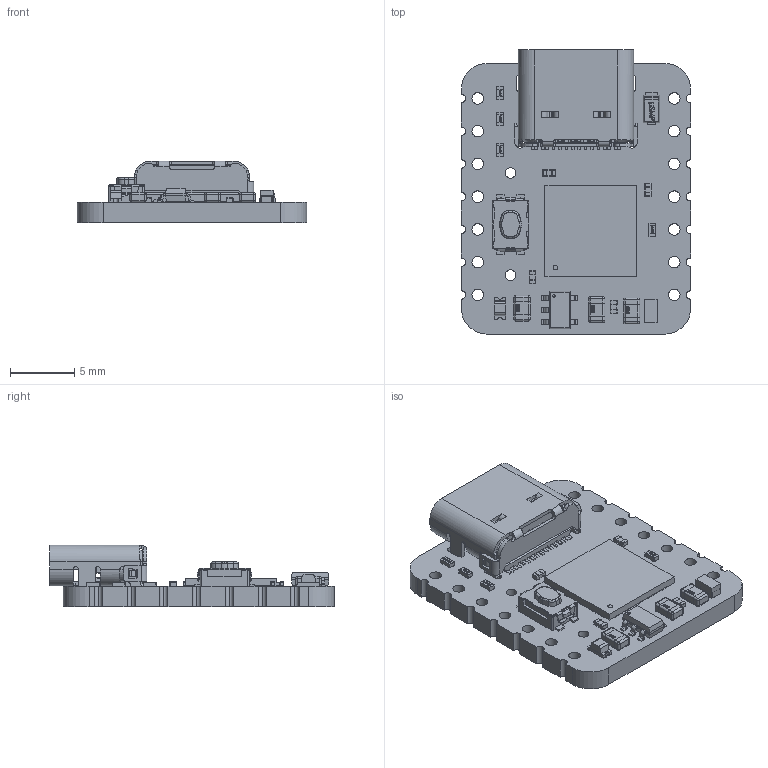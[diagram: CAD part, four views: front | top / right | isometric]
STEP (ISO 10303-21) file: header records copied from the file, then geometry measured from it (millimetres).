
FILE_DESCRIPTION(('Open CASCADE Model'),'2;1');
FILE_NAME('Open CASCADE Shape Model','2021-05-22T08:00:51',('Author'),( 'Open CASCADE'),'Open CASCADE STEP processor 6.8','Open CASCADE 6.8' ,'Unknown');
FILE_SCHEMA(('AUTOMOTIVE_DESIGN { 1 0 10303 214 1 1 1 1 }'));
Length unit declared in the file: millimetre
Products named in the file (49): PCB; Board; Open CASCADE STEP translator 6.8 4.1.1; Open CASCADE STEP translator 6.8 4.1.1.1; D2; User_Library-MicroSMP-1; User_Library-MicroSMP-1_Body; User_Library-MicroSMP-1_Pins; R2; User_Library-R_SMD_0402; User_Library-R_SMD_0402_0402_BODY; User_Library-R_SMD_0402_0402_PAD; User_Library-R_SMD_0402_0402_OPIS; D1; User_Library-LTST-C190TBKT; User_Library-LTST-C190TBKT_Pad; User_Library-LTST-C190TBKT_Pad005; User_Library-LTST-C190TBKT_Pad001; User_Library-LTST-C190TBKT_Pad004; User_Library-LTST-C190TBKT_Pad003; User_Library-LTST-C190TBKT_Lens; C6; 0805_SMD_Capacitor; R4; R3; SW1; KMR621NG_LFS--3DModel-STEP-56544; L1; L0603; 7242001168; Extruded; X1; USB4105-15-A; NONE; 2; U2; User_Library-MO-193E; U1; UFQFPN48-7x7mm_STM; 6959785248 ...
Assembly tree (57 placements, depth 4):
  PCB
    Board
      Open CASCADE STEP translator 6.8 4.1.1
        Open CASCADE STEP translator 6.8 4.1.1.1
    D2
      User_Library-MicroSMP-1
        User_Library-MicroSMP-1_Body
        User_Library-MicroSMP-1_Pins
    R2
      User_Library-R_SMD_0402
        User_Library-R_SMD_0402_0402_BODY
        User_Library-R_SMD_0402_0402_PAD  x2
        User_Library-R_SMD_0402_0402_OPIS
    D1
      User_Library-LTST-C190TBKT
        User_Library-LTST-C190TBKT_Pad
        User_Library-LTST-C190TBKT_Pad005
        User_Library-LTST-C190TBKT_Pad001
        User_Library-LTST-C190TBKT_Pad004
        User_Library-LTST-C190TBKT_Pad003
        User_Library-LTST-C190TBKT_Lens
    C6
      0805_SMD_Capacitor
    R4
      User_Library-R_SMD_0402
        User_Library-R_SMD_0402_0402_BODY
        User_Library-R_SMD_0402_0402_PAD  x2
        User_Library-R_SMD_0402_0402_OPIS
    R3
      User_Library-R_SMD_0402
        User_Library-R_SMD_0402_0402_BODY
        User_Library-R_SMD_0402_0402_PAD  x2
        User_Library-R_SMD_0402_0402_OPIS
    SW1
      KMR621NG_LFS--3DModel-STEP-56544
    L1
      L0603
      7242001168
        Extruded
    X1
      USB4105-15-A
        NONE
        2
    U2
      User_Library-MO-193E
    U1
      UFQFPN48-7x7mm_STM
      6959785248
        Extruded
    R1
      User_Library-R_SMD_0402
        User_Library-R_SMD_0402_0402_BODY
        User_Library-R_SMD_0402_0402_PAD  x2
        User_Library-R_SMD_0402_0402_OPIS
    C7
      C0402
    C5
      C0402
    C4
      C0402
Bounding box: 17.78 x 22.04 x 4.81 mm (x, y, z)
Volume: 760.1 mm3; surface area: 2041.5 mm2
Topology: 100 solids, 112 shells, 3816 faces, 10140 edges, 6536 vertices
Faces by surface type: plane 2462, cylinder 916, bspline 341, revolution 32, cone 30, sphere 24, torus 11
Full cylindrical faces by diameter (mm): 0.356 x1, 0.5 x2, 0.65 x2, 0.813 x2, 0.9 x14
Entity records: 124745 total; most frequent: CARTESIAN_POINT 25043, ORIENTED_EDGE 16974, DIRECTION 15381, EDGE_CURVE 8487, LINE 6331, VECTOR 6331, VERTEX_POINT 5530, AXIS2_PLACEMENT_3D 4521
